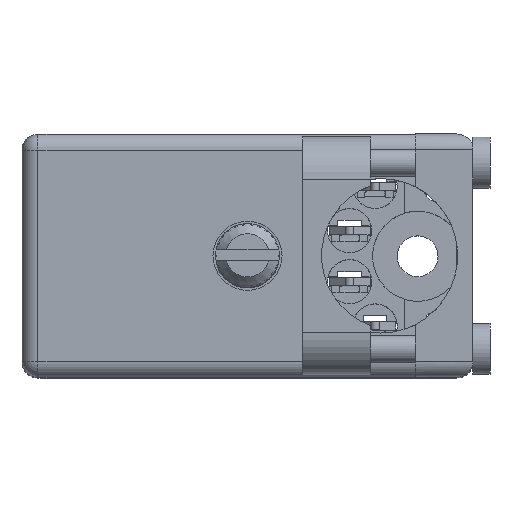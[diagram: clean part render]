
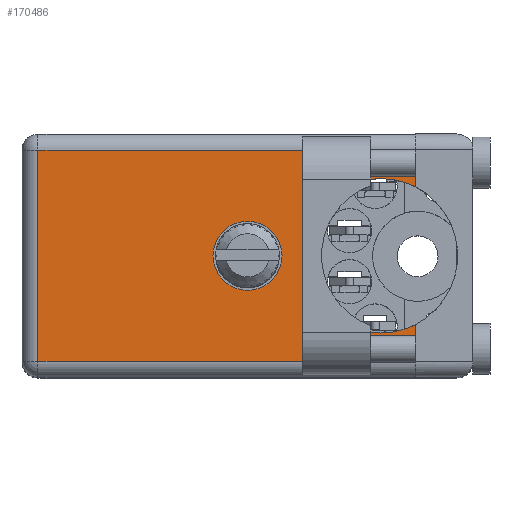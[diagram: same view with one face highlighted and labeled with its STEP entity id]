
A CAD part, top view. The second image highlights one B-rep face of the part: STEP entity #170486.
In plain terms, the highlighted face is planar.
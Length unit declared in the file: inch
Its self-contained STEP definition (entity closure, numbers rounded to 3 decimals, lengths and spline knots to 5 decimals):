
#1388 = VERTEX_POINT ( 'NONE', #62556 ) ;
#1510 = VERTEX_POINT ( 'NONE', #13728 ) ;
#3134 = AXIS2_PLACEMENT_3D ( 'NONE', #186213, #98615, #24932 ) ;
#3864 = VERTEX_POINT ( 'NONE', #135663 ) ;
#6310 = EDGE_CURVE ( 'NONE', #149162, #180266, #127494, .T. ) ;
#8692 = AXIS2_PLACEMENT_3D ( 'NONE', #15544, #45096, #71406 ) ;
#9612 = DIRECTION ( 'NONE',  ( 1., 0., 0. ) ) ;
#10109 = CIRCLE ( 'NONE', #130200, 0.1015 ) ;
#12129 = CARTESIAN_POINT ( 'NONE',  ( 0.4925, 0.806, -0.20279 ) ) ;
#12549 = CARTESIAN_POINT ( 'NONE',  ( 0., 0.806, 0. ) ) ;
#13728 = CARTESIAN_POINT ( 'NONE',  ( 0.3905, 0.806, -0.227 ) ) ;
#15544 = CARTESIAN_POINT ( 'NONE',  ( 0.3905, 0.806, 0. ) ) ;
#17572 = EDGE_CURVE ( 'NONE', #1510, #135375, #41065, .T. ) ;
#18354 = AXIS2_PLACEMENT_3D ( 'NONE', #179634, #76652, #121545 ) ;
#18956 = ORIENTED_EDGE ( 'NONE', *, *, #22405, .F. ) ;
#20805 = VECTOR ( 'NONE', #48789, 39.37008 ) ;
#21039 = ORIENTED_EDGE ( 'NONE', *, *, #26386, .F. ) ;
#21585 = DIRECTION ( 'NONE',  ( 0., 0., 1. ) ) ;
#22278 = LINE ( 'NONE', #64492, #120890 ) ;
#22405 = EDGE_CURVE ( 'NONE', #76641, #121821, #120881, .T. ) ;
#24932 = DIRECTION ( 'NONE',  ( -1., 0., 0. ) ) ;
#26386 = EDGE_CURVE ( 'NONE', #64742, #3864, #10109, .T. ) ;
#31401 = EDGE_CURVE ( 'NONE', #135375, #144948, #101070, .T. ) ;
#38127 = CARTESIAN_POINT ( 'NONE',  ( 0., 0.806, 0.1015 ) ) ;
#39591 = PLANE ( 'NONE',  #3134 ) ;
#40134 = EDGE_CURVE ( 'NONE', #76641, #1388, #53002, .T. ) ;
#41065 = CIRCLE ( 'NONE', #8692, 0.227 ) ;
#45096 = DIRECTION ( 'NONE',  ( 0., 1., 0. ) ) ;
#48789 = DIRECTION ( 'NONE',  ( -1., 0., 0. ) ) ;
#49091 = CARTESIAN_POINT ( 'NONE',  ( 0.3905, 0.806, 0. ) ) ;
#52867 = CARTESIAN_POINT ( 'NONE',  ( 0.4925, 0.806, -0.3105 ) ) ;
#53002 = LINE ( 'NONE', #79545, #20805 ) ;
#55051 = ORIENTED_EDGE ( 'NONE', *, *, #17572, .F. ) ;
#57783 = DIRECTION ( 'NONE',  ( 0., 0., 1. ) ) ;
#59012 = VECTOR ( 'NONE', #59469, 39.37008 ) ;
#59469 = DIRECTION ( 'NONE',  ( 0., 0., 1. ) ) ;
#60093 = FACE_OUTER_BOUND ( 'NONE', #68316, .T. ) ;
#60256 = EDGE_CURVE ( 'NONE', #144948, #180266, #22278, .T. ) ;
#62556 = CARTESIAN_POINT ( 'NONE',  ( -0.6155, 0.806, -0.3105 ) ) ;
#64492 = CARTESIAN_POINT ( 'NONE',  ( 0.4925, 0.806, 0.3575 ) ) ;
#64742 = VERTEX_POINT ( 'NONE', #38127 ) ;
#67931 = CARTESIAN_POINT ( 'NONE',  ( 0.4925, 0.806, 0.3105 ) ) ;
#68316 = EDGE_LOOP ( 'NONE', ( #18956, #106873, #78332, #106075, #189823, #92852, #55051, #103355 ) ) ;
#71406 = DIRECTION ( 'NONE',  ( -1., 0., 0. ) ) ;
#74066 = EDGE_CURVE ( 'NONE', #3864, #64742, #138262, .T. ) ;
#76641 = VERTEX_POINT ( 'NONE', #52867 ) ;
#76652 = DIRECTION ( 'NONE',  ( 0., 1., 0. ) ) ;
#77489 = CIRCLE ( 'NONE', #18354, 0.227 ) ;
#77810 = VECTOR ( 'NONE', #110932, 39.37008 ) ;
#78332 = ORIENTED_EDGE ( 'NONE', *, *, #98210, .T. ) ;
#79545 = CARTESIAN_POINT ( 'NONE',  ( -0.6625, 0.806, -0.3105 ) ) ;
#81598 = AXIS2_PLACEMENT_3D ( 'NONE', #12549, #115819, #99161 ) ;
#82689 = CARTESIAN_POINT ( 'NONE',  ( -0.6155, 0.806, -0.3575 ) ) ;
#92852 = ORIENTED_EDGE ( 'NONE', *, *, #31401, .F. ) ;
#92853 = AXIS2_PLACEMENT_3D ( 'NONE', #49091, #137571, #149718 ) ;
#96194 = LINE ( 'NONE', #82689, #77810 ) ;
#98210 = EDGE_CURVE ( 'NONE', #1388, #149162, #96194, .T. ) ;
#98615 = DIRECTION ( 'NONE',  ( 0., 1., 0. ) ) ;
#99161 = DIRECTION ( 'NONE',  ( 0., 0., 1. ) ) ;
#100788 = DIRECTION ( 'NONE',  ( 0., 1., 0. ) ) ;
#101070 = CIRCLE ( 'NONE', #92853, 0.227 ) ;
#103355 = ORIENTED_EDGE ( 'NONE', *, *, #148467, .F. ) ;
#104353 = ORIENTED_EDGE ( 'NONE', *, *, #74066, .F. ) ;
#106075 = ORIENTED_EDGE ( 'NONE', *, *, #6310, .T. ) ;
#106873 = ORIENTED_EDGE ( 'NONE', *, *, #40134, .T. ) ;
#110932 = DIRECTION ( 'NONE',  ( 0., 0., 1. ) ) ;
#115819 = DIRECTION ( 'NONE',  ( 0., 1., 0. ) ) ;
#118608 = CARTESIAN_POINT ( 'NONE',  ( 0.4925, 0.806, 0.3105 ) ) ;
#120881 = LINE ( 'NONE', #162531, #59012 ) ;
#120890 = VECTOR ( 'NONE', #21585, 39.37008 ) ;
#121545 = DIRECTION ( 'NONE',  ( -1., 0., 0. ) ) ;
#121821 = VERTEX_POINT ( 'NONE', #12129 ) ;
#122825 = CARTESIAN_POINT ( 'NONE',  ( -0.6155, 0.806, 0.3105 ) ) ;
#127494 = LINE ( 'NONE', #67931, #157333 ) ;
#130200 = AXIS2_PLACEMENT_3D ( 'NONE', #131549, #100788, #57783 ) ;
#131549 = CARTESIAN_POINT ( 'NONE',  ( 0., 0.806, 0. ) ) ;
#133571 = FACE_BOUND ( 'NONE', #189819, .T. ) ;
#135375 = VERTEX_POINT ( 'NONE', #147365 ) ;
#135663 = CARTESIAN_POINT ( 'NONE',  ( 0., 0.806, -0.1015 ) ) ;
#137571 = DIRECTION ( 'NONE',  ( 0., 1., 0. ) ) ;
#138262 = CIRCLE ( 'NONE', #81598, 0.1015 ) ;
#138299 = CARTESIAN_POINT ( 'NONE',  ( 0.4925, 0.806, 0.20279 ) ) ;
#144948 = VERTEX_POINT ( 'NONE', #138299 ) ;
#147365 = CARTESIAN_POINT ( 'NONE',  ( 0.3905, 0.806, 0.227 ) ) ;
#148467 = EDGE_CURVE ( 'NONE', #121821, #1510, #77489, .T. ) ;
#149162 = VERTEX_POINT ( 'NONE', #122825 ) ;
#149718 = DIRECTION ( 'NONE',  ( -1., 0., 0. ) ) ;
#157333 = VECTOR ( 'NONE', #9612, 39.37008 ) ;
#162531 = CARTESIAN_POINT ( 'NONE',  ( 0.4925, 0.806, 0.3575 ) ) ;
#170486 = ADVANCED_FACE ( 'NONE', ( #60093, #133571 ), #39591, .T. ) ;
#179634 = CARTESIAN_POINT ( 'NONE',  ( 0.3905, 0.806, 0. ) ) ;
#180266 = VERTEX_POINT ( 'NONE', #118608 ) ;
#186213 = CARTESIAN_POINT ( 'NONE',  ( -0.6625, 0.806, -0.3575 ) ) ;
#189819 = EDGE_LOOP ( 'NONE', ( #21039, #104353 ) ) ;
#189823 = ORIENTED_EDGE ( 'NONE', *, *, #60256, .F. ) ;
